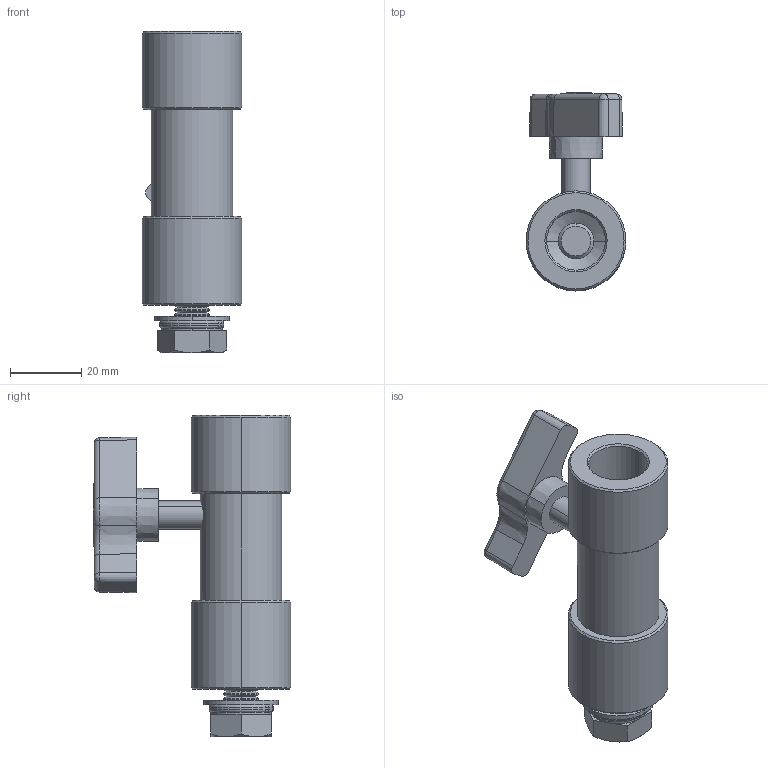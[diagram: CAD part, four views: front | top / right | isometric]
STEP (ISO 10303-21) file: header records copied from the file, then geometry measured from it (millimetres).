
FILE_DESCRIPTION (( 'STEP AP203' ), '1' );
FILE_NAME ('T74307.STEP', '2018-09-05T14:46:21', ( '' ), ( '' ), 'SwSTEP 2.0', 'SolidWorks 2016', '' );
FILE_SCHEMA (( 'CONFIG_CONTROL_DESIGN' ));
Length unit declared in the file: millimetre
Products named in the file (6): Hex Bolt_ISO 4016 - M10 x 35 x 35-WS; T74307; Single Coil Rectangular Section Spring Washer_Doughty Fastners_Rectangular section spring washer BS 4464 - 10 (Type B); B Washer_Bright washer BS 4320 - M10 (Form B); Doughty Knob_S0116; TH1224
Assembly tree (5 placements, depth 2):
  T74307
    TH1224
    B Washer_Bright washer BS 4320 - M10 (Form B)
    Single Coil Rectangular Section Spring Washer_Doughty Fastners_Rectangular section spring washer BS 4464 - 10 (Type B)
    Hex Bolt_ISO 4016 - M10 x 35 x 35-WS
    Doughty Knob_S0116
Bounding box: 28 x 55.55 x 90.3 mm (x, y, z)
Volume: 40838.4 mm3; surface area: 17401.9 mm2
Topology: 5 solids, 5 shells, 335 faces, 835 edges, 526 vertices
Faces by surface type: cone 124, cylinder 108, plane 91, torus 12
Entity records: 10891 total; most frequent: CARTESIAN_POINT 1958, DIRECTION 1905, ORIENTED_EDGE 1670, EDGE_CURVE 835, AXIS2_PLACEMENT_3D 751, VERTEX_POINT 526, CIRCLE 408, LINE 403
